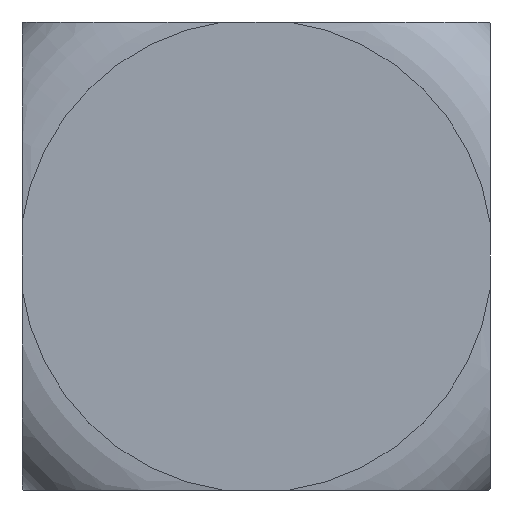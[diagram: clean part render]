
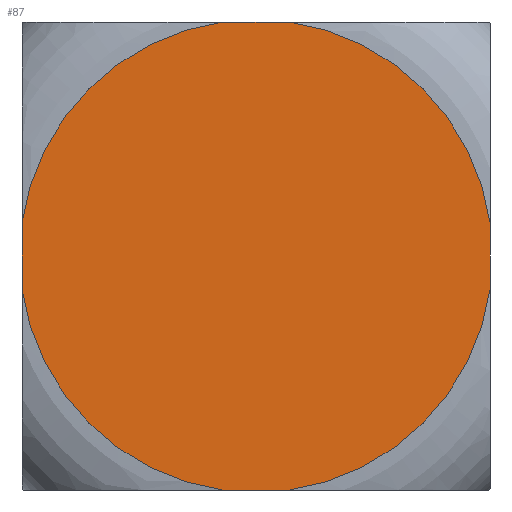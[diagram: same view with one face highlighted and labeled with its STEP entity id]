
A CAD part, left-side view. The second image highlights one B-rep face of the part: STEP entity #87.
In plain terms, the highlighted planar face has unit normal (-1, 0, 0).
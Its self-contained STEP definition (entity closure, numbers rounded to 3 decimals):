
#87 = ADVANCED_FACE( '', ( #174 ), #175, .F. );
#174 = FACE_OUTER_BOUND( '', #255, .T. );
#175 = PLANE( '', #256 );
#255 = EDGE_LOOP( '', ( #434, #435, #436, #437, #438, #439, #440, #441 ) );
#256 = AXIS2_PLACEMENT_3D( '', #442, #443, #444 );
#434 = ORIENTED_EDGE( '', *, *, #528, .F. );
#435 = ORIENTED_EDGE( '', *, *, #468, .F. );
#436 = ORIENTED_EDGE( '', *, *, #474, .F. );
#437 = ORIENTED_EDGE( '', *, *, #511, .F. );
#438 = ORIENTED_EDGE( '', *, *, #482, .F. );
#439 = ORIENTED_EDGE( '', *, *, #513, .F. );
#440 = ORIENTED_EDGE( '', *, *, #495, .F. );
#441 = ORIENTED_EDGE( '', *, *, #489, .F. );
#442 = CARTESIAN_POINT( '', ( 0., 0., 0. ) );
#443 = DIRECTION( '', ( 1., 0., 0. ) );
#444 = DIRECTION( '', ( 0., 0., -1. ) );
#468 = EDGE_CURVE( '', #547, #543, #549, .T. );
#474 = EDGE_CURVE( '', #557, #547, #559, .T. );
#482 = EDGE_CURVE( '', #572, #561, #574, .T. );
#489 = EDGE_CURVE( '', #584, #580, #586, .T. );
#495 = EDGE_CURVE( '', #580, #588, #596, .T. );
#511 = EDGE_CURVE( '', #561, #557, #618, .T. );
#513 = EDGE_CURVE( '', #588, #572, #620, .T. );
#528 = EDGE_CURVE( '', #543, #584, #637, .T. );
#543 = VERTEX_POINT( '', #653 );
#547 = VERTEX_POINT( '', #682 );
#549 = CIRCLE( '', #711, 17.675 );
#557 = VERTEX_POINT( '', #722 );
#559 = LINE( '', #749, #750 );
#561 = VERTEX_POINT( '', #752 );
#572 = VERTEX_POINT( '', #794 );
#574 = LINE( '', #821, #822 );
#580 = VERTEX_POINT( '', #828 );
#584 = VERTEX_POINT( '', #857 );
#586 = CIRCLE( '', #886, 17.675 );
#588 = VERTEX_POINT( '', #888 );
#596 = LINE( '', #926, #927 );
#618 = CIRCLE( '', #949, 17.675 );
#620 = CIRCLE( '', #951, 17.675 );
#637 = LINE( '', #973, #974 );
#653 = CARTESIAN_POINT( '', ( 0., 17.5, -2.481 ) );
#682 = CARTESIAN_POINT( '', ( 0., 2.481, -17.5 ) );
#711 = AXIS2_PLACEMENT_3D( '', #989, #990, #991 );
#722 = CARTESIAN_POINT( '', ( 0., -2.481, -17.5 ) );
#749 = CARTESIAN_POINT( '', ( 0., -17.5, -17.5 ) );
#750 = VECTOR( '', #995, 1000. );
#752 = CARTESIAN_POINT( '', ( 0., -17.5, -2.481 ) );
#794 = CARTESIAN_POINT( '', ( 0., -17.5, 2.481 ) );
#821 = CARTESIAN_POINT( '', ( 0., -17.5, 17.5 ) );
#822 = VECTOR( '', #1000, 1000. );
#828 = CARTESIAN_POINT( '', ( 0., 2.481, 17.5 ) );
#857 = CARTESIAN_POINT( '', ( 0., 17.5, 2.481 ) );
#886 = AXIS2_PLACEMENT_3D( '', #1007, #1008, #1009 );
#888 = CARTESIAN_POINT( '', ( 0., -2.481, 17.5 ) );
#926 = CARTESIAN_POINT( '', ( 0., 17.5, 17.5 ) );
#927 = VECTOR( '', #1013, 1000. );
#949 = AXIS2_PLACEMENT_3D( '', #1047, #1048, #1049 );
#951 = AXIS2_PLACEMENT_3D( '', #1050, #1051, #1052 );
#973 = CARTESIAN_POINT( '', ( 0., 17.5, -17.5 ) );
#974 = VECTOR( '', #1067, 1000. );
#989 = CARTESIAN_POINT( '', ( 0., 0., 0. ) );
#990 = DIRECTION( '', ( 1., 0., 0. ) );
#991 = DIRECTION( '', ( 0., 0., -1. ) );
#995 = DIRECTION( '', ( 0., 1., 0. ) );
#1000 = DIRECTION( '', ( 0., 0., -1. ) );
#1007 = CARTESIAN_POINT( '', ( 0., 0., 0. ) );
#1008 = DIRECTION( '', ( 1., 0., 0. ) );
#1009 = DIRECTION( '', ( 0., 0., -1. ) );
#1013 = DIRECTION( '', ( 0., -1., 0. ) );
#1047 = CARTESIAN_POINT( '', ( 0., 0., 0. ) );
#1048 = DIRECTION( '', ( 1., 0., 0. ) );
#1049 = DIRECTION( '', ( 0., 0., -1. ) );
#1050 = CARTESIAN_POINT( '', ( 0., 0., 0. ) );
#1051 = DIRECTION( '', ( 1., 0., 0. ) );
#1052 = DIRECTION( '', ( 0., 0., -1. ) );
#1067 = DIRECTION( '', ( 0., 0., 1. ) );
